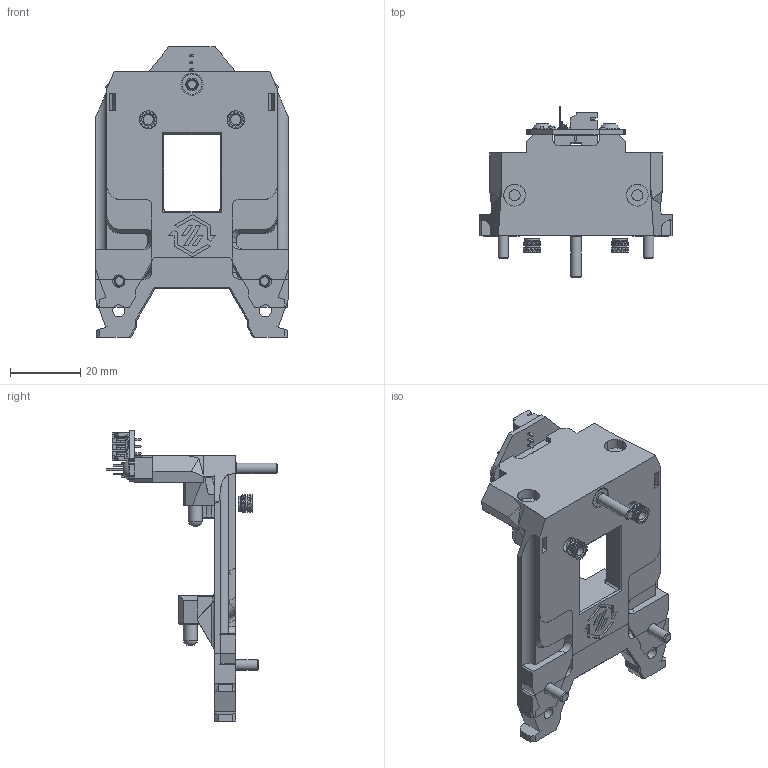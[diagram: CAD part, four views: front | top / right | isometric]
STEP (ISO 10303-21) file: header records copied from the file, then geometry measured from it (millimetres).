
FILE_DESCRIPTION(/* description */ (''),/* implementation_level */ '2;1');
FILE_NAME(/* name */ 'Anthead Backplate for EBB Mount HGX Edition.step',/* time_stamp */ '2025-12-06T23:33:16+11:00',/* author */ (''),/* organization */ (''),/* preprocessor_version */ 'ST-DEVELOPER v20.1',/* originating_system */ 'Autodesk Translation Framework v14.21.0.0',/* authorisation */ '');
FILE_SCHEMA (('AUTOMOTIVE_DESIGN { 1 0 10303 214 3 1 1 }'));
Products named in the file (40): Anthead SC V1.1R2; Hardware (2); M3x6 FHCS (7) (1); M3x6 FHCS (7) (1) (1); Pins 4x12 Rounded; 3x6mm Magnet (1) (3) (2) (1); M3x12 BHCS (2) (1) (1); Pins 4x12 Rounded (1); Pins 4x12 Rounded (2); Tap_Photosensor_PCB 1; R_0805_2012Metric; SOLID; JST_PH_S3B-PH-K_1x03_P2.00mm_Horizontal; SOLID_1; R_0603_1608Metric; C_0402_1005Metric; C_0603_1608Metric; TSOT-23-6; SOLID_2; C_0805_2012Metric; SOLID_3; D_SOD-323; SOLID_4; EE-SX398; SOLID_5; Optek_OPB666N; COMPOUND; PCB; C_0402_1005Metric_1; SOLID_6; R_0603_1608Metric_1; SOLID_7; C_0603_1608Metric_1; SOLID_8; M3x10 BHCS (2) (1); M3 Threaded Insert (3); M3x6 BHCS; Backplate; SF; HF
Assembly tree (47 placements, depth 5):
  Anthead SC V1.1R2
    Hardware (2)
      M3x6 FHCS (7) (1)
      M3x6 FHCS (7) (1) (1)
      Pins 4x12 Rounded
      3x6mm Magnet (1) (3) (2) (1)
      M3x10 BHCS (2) (1)  x2
      M3 Threaded Insert (3)  x4
      M3x12 BHCS (2) (1) (1)
      Pins 4x12 Rounded (1)
      Pins 4x12 Rounded (2)
      Tap_Photosensor_PCB 1
        R_0805_2012Metric
          SOLID
        JST_PH_S3B-PH-K_1x03_P2.00mm_Horizontal
          SOLID_1
        R_0603_1608Metric
          SOLID_7
        C_0402_1005Metric
          SOLID_6
        C_0603_1608Metric
          SOLID_8
        TSOT-23-6
          SOLID_2
        C_0805_2012Metric
          SOLID_3
        D_SOD-323
          SOLID_4
        EE-SX398
          SOLID_5
        Optek_OPB666N
          COMPOUND
        PCB
        C_0402_1005Metric_1
          SOLID_6
        R_0603_1608Metric_1
          SOLID_7
        C_0603_1608Metric_1
          SOLID_8
      M3x6 BHCS  x2
    Backplate
      SF
      HF
Bounding box: 54.98 x 48.88 x 82.83 mm (x, y, z)
Volume: 53042.9 mm3; surface area: 30663.5 mm2
Topology: 36 solids, 38 shells, 2314 faces, 6121 edges, 3984 vertices
Faces by surface type: plane 1441, cylinder 408, bspline 355, cone 105, torus 3, sphere 2
Full cylindrical faces by diameter (mm): 0.75 x3, 1.8 x2, 2 x2, 2.8 x8, 2.9 x4, 3 x15, 3.1 x6, 3.2 x4, 3.5 x4, 4 x3, 4.1 x4, 4.2 x2, 4.25 x8, 4.7 x6, 5.54 x2, 5.7 x5, 6 x1, 6.1 x2, 6.2 x5, 6.3 x6
Entity records: 61831 total; most frequent: CARTESIAN_POINT 15943, ORIENTED_EDGE 9460, DIRECTION 8734, EDGE_CURVE 4730, LINE 3712, VECTOR 3712, VERTEX_POINT 3067, AXIS2_PLACEMENT_3D 2511
